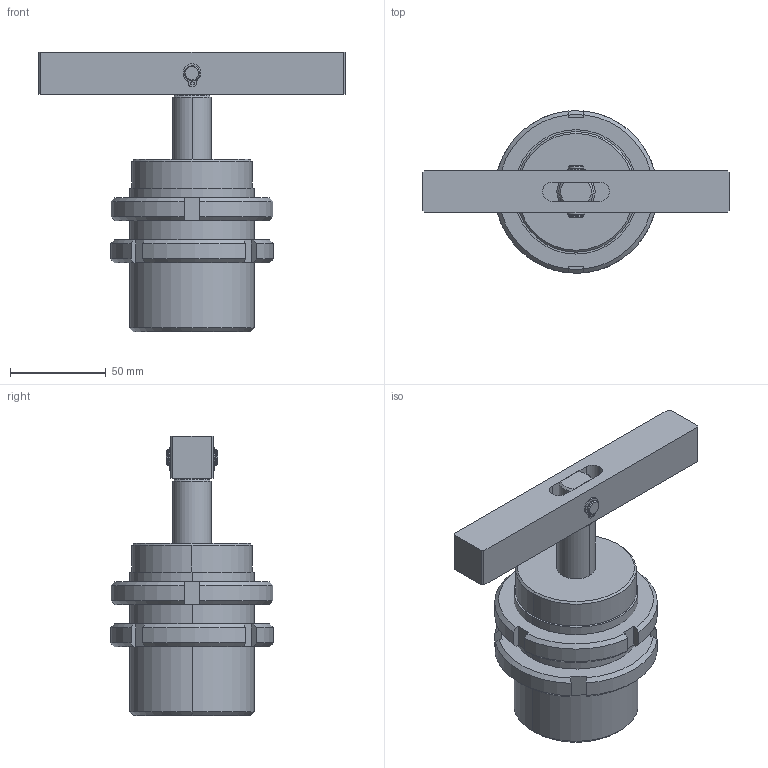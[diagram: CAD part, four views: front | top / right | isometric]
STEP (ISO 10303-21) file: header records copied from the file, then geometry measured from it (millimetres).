
FILE_DESCRIPTION (( 'STEP AP203' ), '1' );
FILE_NAME ('HASC-TB50D.STEP', '2019-10-14T11:12:51', ( '微软用户' ), ( '微软中国' ), 'SwSTEP 2.0', 'SolidWorks 2012', '' );
FILE_SCHEMA (( 'CONFIG_CONTROL_DESIGN' ));
Length unit declared in the file: millimetre
Products named in the file (7): HASC-TB50D; circlips for shaft--type a small gb_GB_CONNECTING_PIECE_RING_RRA 8; HASC-TB50蹟譫; HASC-TB50D种隊; HASC-TB50D邧揤旋; HASC-50D 活塞杆; HASC-TB50掛极
Assembly tree (8 placements, depth 2):
  HASC-TB50D
    HASC-TB50掛极
    HASC-50D 活塞杆
    HASC-TB50D邧揤旋
    HASC-TB50D种隊
    HASC-TB50蹟譫  x2
    circlips for shaft--type a small gb_GB_CONNECTING_PIECE_RING_RRA 8  x2
Bounding box: 160 x 84.95 x 146 mm (x, y, z)
Volume: 375130.9 mm3; surface area: 85215.1 mm2
Topology: 8 solids, 8 shells, 256 faces, 637 edges, 414 vertices
Faces by surface type: plane 111, cylinder 79, cone 44, bspline 16, torus 6
Entity records: 7571 total; most frequent: CARTESIAN_POINT 1976, DIRECTION 1004, ORIENTED_EDGE 988, EDGE_CURVE 494, AXIS2_PLACEMENT_3D 364, VERTEX_POINT 320, LINE 276, VECTOR 276
